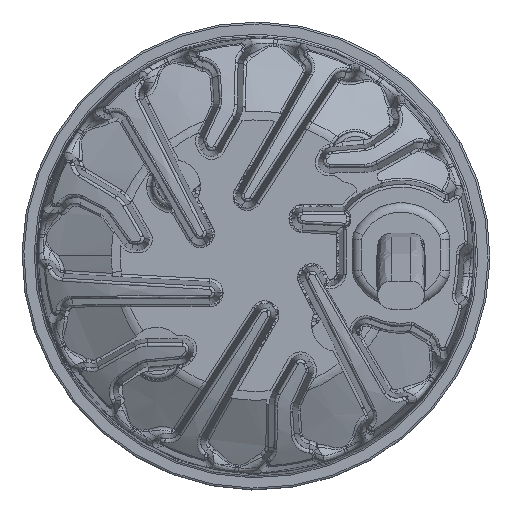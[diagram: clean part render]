
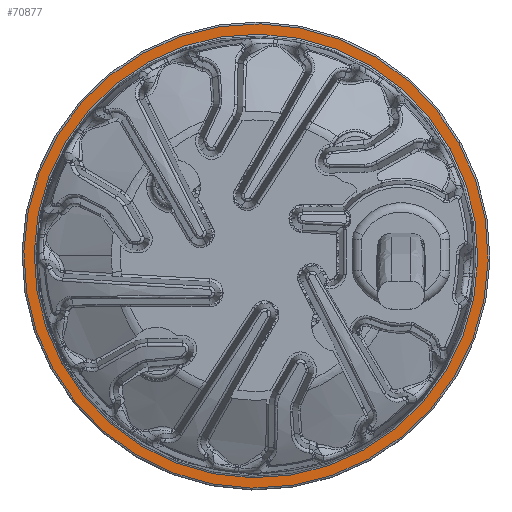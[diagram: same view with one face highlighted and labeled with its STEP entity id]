
A CAD part, top view. The second image highlights one B-rep face of the part: STEP entity #70877.
In plain terms, the highlighted planar face has unit normal (0, 0, 1).
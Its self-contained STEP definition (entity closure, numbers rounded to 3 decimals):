
#1609 = DIRECTION ( 'NONE',  ( 0., 0., -1. ) ) ;
#3778 = CIRCLE ( 'NONE', #10762, 23.697 ) ;
#3836 = VERTEX_POINT ( 'NONE', #59148 ) ;
#7720 = VERTEX_POINT ( 'NONE', #40582 ) ;
#8714 = EDGE_CURVE ( 'NONE', #7720, #11679, #3778, .T. ) ;
#9675 = CIRCLE ( 'NONE', #66515, 24.8 ) ;
#10762 = AXIS2_PLACEMENT_3D ( 'NONE', #76191, #1609, #21766 ) ;
#11679 = VERTEX_POINT ( 'NONE', #63567 ) ;
#14519 = EDGE_CURVE ( 'NONE', #3836, #52878, #9675, .T. ) ;
#14868 = AXIS2_PLACEMENT_3D ( 'NONE', #85917, #23538, #44100 ) ;
#16091 = CIRCLE ( 'NONE', #86668, 24.8 ) ;
#18959 = EDGE_LOOP ( 'NONE', ( #27779, #26578 ) ) ;
#21766 = DIRECTION ( 'NONE',  ( -0.875, -0.485, 0. ) ) ;
#23538 = DIRECTION ( 'NONE',  ( 0., 0., 1. ) ) ;
#24915 = DIRECTION ( 'NONE',  ( 0., 0., 1. ) ) ;
#26578 = ORIENTED_EDGE ( 'NONE', *, *, #8714, .T. ) ;
#27779 = ORIENTED_EDGE ( 'NONE', *, *, #34623, .T. ) ;
#30768 = CIRCLE ( 'NONE', #50388, 23.697 ) ;
#33485 = ORIENTED_EDGE ( 'NONE', *, *, #61260, .T. ) ;
#34623 = EDGE_CURVE ( 'NONE', #11679, #7720, #30768, .T. ) ;
#40582 = CARTESIAN_POINT ( 'NONE',  ( 20.725, 11.488, -26. ) ) ;
#44100 = DIRECTION ( 'NONE',  ( -0.875, -0.485, 0. ) ) ;
#45148 = ORIENTED_EDGE ( 'NONE', *, *, #14519, .T. ) ;
#45804 = CARTESIAN_POINT ( 'NONE',  ( 0., 0., -26. ) ) ;
#50370 = EDGE_LOOP ( 'NONE', ( #33485, #45148 ) ) ;
#50388 = AXIS2_PLACEMENT_3D ( 'NONE', #79812, #51948, #86608 ) ;
#51948 = DIRECTION ( 'NONE',  ( 0., 0., -1. ) ) ;
#52367 = DIRECTION ( 'NONE',  ( 0., 0., 1. ) ) ;
#52878 = VERTEX_POINT ( 'NONE', #74442 ) ;
#59148 = CARTESIAN_POINT ( 'NONE',  ( 21.691, 12.023, -26. ) ) ;
#59405 = FACE_BOUND ( 'NONE', #18959, .T. ) ;
#61260 = EDGE_CURVE ( 'NONE', #52878, #3836, #16091, .T. ) ;
#63567 = CARTESIAN_POINT ( 'NONE',  ( -20.725, -11.488, -26. ) ) ;
#66515 = AXIS2_PLACEMENT_3D ( 'NONE', #79046, #24915, #72231 ) ;
#70877 = ADVANCED_FACE ( 'NONE', ( #59405, #73131 ), #77983, .T. ) ;
#72231 = DIRECTION ( 'NONE',  ( -0.875, -0.485, 0. ) ) ;
#73131 = FACE_OUTER_BOUND ( 'NONE', #50370, .T. ) ;
#74442 = CARTESIAN_POINT ( 'NONE',  ( -21.691, -12.023, -26. ) ) ;
#76191 = CARTESIAN_POINT ( 'NONE',  ( 0., 0., -26. ) ) ;
#77983 = PLANE ( 'NONE',  #14868 ) ;
#79046 = CARTESIAN_POINT ( 'NONE',  ( 0., 0., -26. ) ) ;
#79362 = DIRECTION ( 'NONE',  ( -0.875, -0.485, 0. ) ) ;
#79812 = CARTESIAN_POINT ( 'NONE',  ( 0., 0., -26. ) ) ;
#85917 = CARTESIAN_POINT ( 'NONE',  ( 0., 0., -26. ) ) ;
#86608 = DIRECTION ( 'NONE',  ( -0.875, -0.485, 0. ) ) ;
#86668 = AXIS2_PLACEMENT_3D ( 'NONE', #45804, #52367, #79362 ) ;
